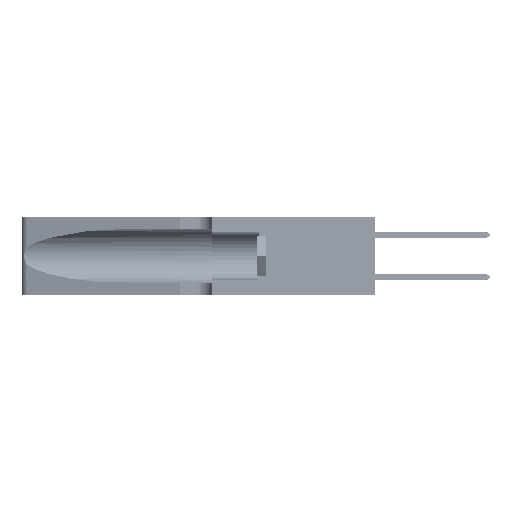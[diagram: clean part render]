
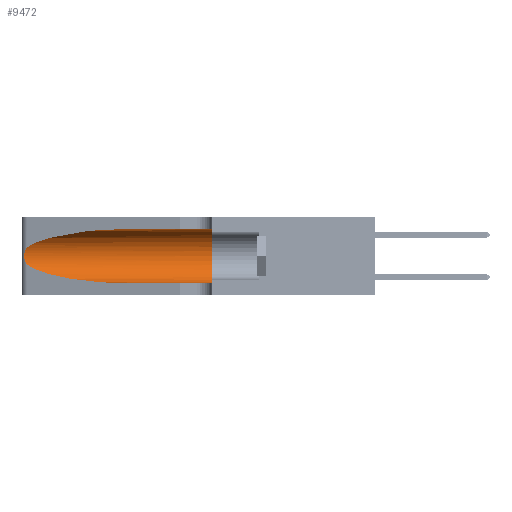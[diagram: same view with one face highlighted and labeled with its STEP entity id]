
A CAD part, left-side view. The second image highlights one B-rep face of the part: STEP entity #9472.
In plain terms, the highlighted cylindrical face has radius 3.308 mm (diameter 6.617 mm), a partial arc.
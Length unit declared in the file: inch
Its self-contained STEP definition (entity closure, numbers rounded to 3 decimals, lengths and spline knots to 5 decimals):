
#475 = VERTEX_POINT ( 'NONE', #22772 ) ;
#721 = CARTESIAN_POINT ( 'NONE',  ( 0.2373, 1.15595, 0.08982 ) ) ;
#1311 = CARTESIAN_POINT ( 'NONE',  ( 0.25487, 1.22718, 0.22369 ) ) ;
#1780 = CARTESIAN_POINT ( 'NONE',  ( 0.25787, 1.23484, 0.2124 ) ) ;
#1827 = CARTESIAN_POINT ( 'NONE',  ( 0.1305, 0.35, 0.185 ) ) ;
#1951 = EDGE_LOOP ( 'NONE', ( #5292, #47774, #21878, #32840, #37117, #4182 ) ) ;
#3240 = CARTESIAN_POINT ( 'NONE',  ( 0.1305, 1.61858, 0.05475 ) ) ;
#3506 = DIRECTION ( 'NONE',  ( 0., -1., 0. ) ) ;
#4182 = ORIENTED_EDGE ( 'NONE', *, *, #42542, .F. ) ;
#4636 = CARTESIAN_POINT ( 'NONE',  ( 0.1305, 0.72297, 0.05475 ) ) ;
#5292 = ORIENTED_EDGE ( 'NONE', *, *, #5515, .T. ) ;
#5515 = EDGE_CURVE ( 'NONE', #13475, #22596, #28083, .T. ) ;
#5599 = CARTESIAN_POINT ( 'NONE',  ( 0.25487, 1.22718, 0.14631 ) ) ;
#5723 = CARTESIAN_POINT ( 'NONE',  ( 0.26018, 1.23835, 0.19895 ) ) ;
#5765 = DIRECTION ( 'NONE',  ( 0., 0., 1. ) ) ;
#7053 = AXIS2_PLACEMENT_3D ( 'NONE', #1827, #29171, #5765 ) ;
#7761 = LINE ( 'NONE', #23048, #16969 ) ;
#7889 = CARTESIAN_POINT ( 'NONE',  ( 0.1305, 1.61858, 0.185 ) ) ;
#9358 = EDGE_CURVE ( 'NONE', #49305, #40067, #20193, .T. ) ;
#9472 = ADVANCED_FACE ( 'NONE', ( #24460 ), #43777, .F. ) ;
#9629 = CARTESIAN_POINT ( 'NONE',  ( 0.26075, 1.23896, 0.178 ) ) ;
#10737 = CARTESIAN_POINT ( 'NONE',  ( 0.1305, 0.35, 0.05475 ) ) ;
#13013 = AXIS2_PLACEMENT_3D ( 'NONE', #7889, #23445, #42714 ) ;
#13475 = VERTEX_POINT ( 'NONE', #48394 ) ;
#13561 = CARTESIAN_POINT ( 'NONE',  ( 0.25856, 1.23593, 0.16098 ) ) ;
#14125 = CARTESIAN_POINT ( 'NONE',  ( 0.1305, 0.72297, 0.31525 ) ) ;
#16969 = VECTOR ( 'NONE', #3506, 39.37008 ) ;
#17389 = CARTESIAN_POINT ( 'NONE',  ( 0.25487, 1.22718, 0.22369 ) ) ;
#17552 = CARTESIAN_POINT ( 'NONE',  ( 0.25639, 1.23186, 0.15144 ) ) ;
#18123 = CARTESIAN_POINT ( 'NONE',  ( 0.25487, 1.22718, 0.22369 ) ) ;
#18925 = EDGE_CURVE ( 'NONE', #20605, #49305, #33337, .T. ) ;
#20193 = LINE ( 'NONE', #3240, #49766 ) ;
#20216 = CARTESIAN_POINT ( 'NONE',  ( 0.18966, 0.96281, 0.05475 ) ) ;
#20574 = B_SPLINE_CURVE_WITH_KNOTS ( 'NONE', 3,
 ( #17389, #36736, #25226, #1780, #29124, #5723, #33002, #9629, #36894, #13561, #40757, #17552, #44595, #21459 ),
 .UNSPECIFIED., .F., .F.,
 ( 4, 2, 2, 2, 2, 2, 4 ),
 ( 0., 0.00027, 0.00053, 0.00107, 0.0016, 0.00187, 0.00214 ),
 .UNSPECIFIED. ) ;
#20605 = VERTEX_POINT ( 'NONE', #5599 ) ;
#21459 = CARTESIAN_POINT ( 'NONE',  ( 0.25487, 1.22718, 0.14631 ) ) ;
#21878 = ORIENTED_EDGE ( 'NONE', *, *, #18925, .T. ) ;
#22596 = VERTEX_POINT ( 'NONE', #1311 ) ;
#22772 = CARTESIAN_POINT ( 'NONE',  ( 0.1305, 0.35, 0.31525 ) ) ;
#23048 = CARTESIAN_POINT ( 'NONE',  ( 0.1305, 1.61858, 0.31525 ) ) ;
#23445 = DIRECTION ( 'NONE',  ( 0., -1., 0. ) ) ;
#24460 = FACE_OUTER_BOUND ( 'NONE', #1951, .T. ) ;
#25226 = CARTESIAN_POINT ( 'NONE',  ( 0.25639, 1.23184, 0.21858 ) ) ;
#27615 = CARTESIAN_POINT ( 'NONE',  ( 0.1305, 0.72297, 0.05475 ) ) ;
#28061 = CARTESIAN_POINT ( 'NONE',  ( 0.25487, 1.22718, 0.14631 ) ) ;
#28083 =( BOUNDED_CURVE ( )  B_SPLINE_CURVE ( 3, ( #14125, #37474, #41305, #18123 ),
 .UNSPECIFIED., .F., .F. ) 
 B_SPLINE_CURVE_WITH_KNOTS ( ( 4, 4 ),
 ( 1.5708, 2.84003 ),
 .UNSPECIFIED. ) 
 CURVE ( )  GEOMETRIC_REPRESENTATION_ITEM ( )  RATIONAL_B_SPLINE_CURVE ( ( 1., 0.87, 0.87, 1. ) ) 
 REPRESENTATION_ITEM ( '' )  );
#29124 = CARTESIAN_POINT ( 'NONE',  ( 0.25854, 1.2359, 0.20912 ) ) ;
#29171 = DIRECTION ( 'NONE',  ( 0., 1., 0. ) ) ;
#30321 = EDGE_CURVE ( 'NONE', #475, #40067, #35915, .T. ) ;
#30606 = DIRECTION ( 'NONE',  ( 0., -1., 0. ) ) ;
#32840 = ORIENTED_EDGE ( 'NONE', *, *, #9358, .T. ) ;
#33002 = CARTESIAN_POINT ( 'NONE',  ( 0.26075, 1.23896, 0.19203 ) ) ;
#33337 =( BOUNDED_CURVE ( )  B_SPLINE_CURVE ( 3, ( #28061, #721, #20216, #4636 ),
 .UNSPECIFIED., .F., .F. ) 
 B_SPLINE_CURVE_WITH_KNOTS ( ( 4, 4 ),
 ( 3.44316, 4.71239 ),
 .UNSPECIFIED. ) 
 CURVE ( )  GEOMETRIC_REPRESENTATION_ITEM ( )  RATIONAL_B_SPLINE_CURVE ( ( 1., 0.87, 0.87, 1. ) ) 
 REPRESENTATION_ITEM ( '' )  );
#35915 = CIRCLE ( 'NONE', #7053, 0.13025 ) ;
#36736 = CARTESIAN_POINT ( 'NONE',  ( 0.25555, 1.22994, 0.2215 ) ) ;
#36894 = CARTESIAN_POINT ( 'NONE',  ( 0.26017, 1.23833, 0.17102 ) ) ;
#37117 = ORIENTED_EDGE ( 'NONE', *, *, #30321, .F. ) ;
#37474 = CARTESIAN_POINT ( 'NONE',  ( 0.18966, 0.96281, 0.31525 ) ) ;
#40067 = VERTEX_POINT ( 'NONE', #10737 ) ;
#40757 = CARTESIAN_POINT ( 'NONE',  ( 0.25789, 1.23486, 0.15765 ) ) ;
#41305 = CARTESIAN_POINT ( 'NONE',  ( 0.2373, 1.15595, 0.28018 ) ) ;
#42542 = EDGE_CURVE ( 'NONE', #13475, #475, #7761, .T. ) ;
#42714 = DIRECTION ( 'NONE',  ( 0., 0., -1. ) ) ;
#43777 = CYLINDRICAL_SURFACE ( 'NONE', #13013, 0.13025 ) ;
#44595 = CARTESIAN_POINT ( 'NONE',  ( 0.25555, 1.22993, 0.14849 ) ) ;
#45772 = EDGE_CURVE ( 'NONE', #22596, #20605, #20574, .T. ) ;
#47774 = ORIENTED_EDGE ( 'NONE', *, *, #45772, .T. ) ;
#48394 = CARTESIAN_POINT ( 'NONE',  ( 0.1305, 0.72297, 0.31525 ) ) ;
#49305 = VERTEX_POINT ( 'NONE', #27615 ) ;
#49766 = VECTOR ( 'NONE', #30606, 39.37008 ) ;
